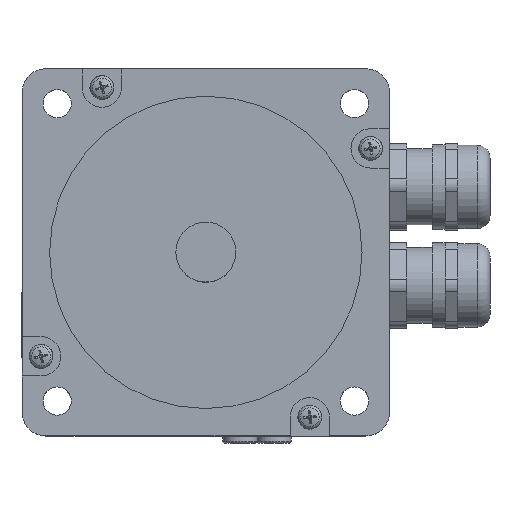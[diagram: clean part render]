
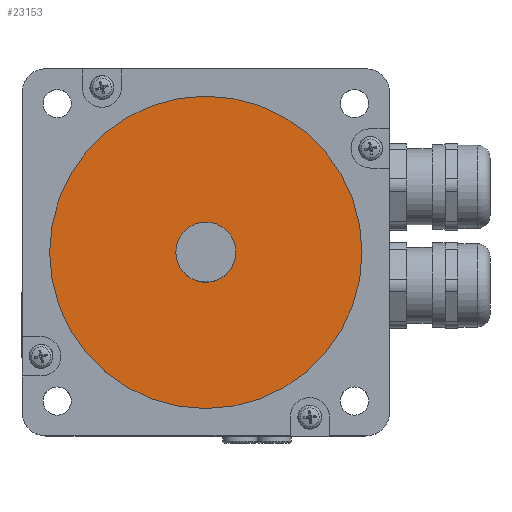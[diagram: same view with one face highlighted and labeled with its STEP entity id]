
A CAD part, top view. The second image highlights one B-rep face of the part: STEP entity #23153.
In plain terms, the highlighted planar face has unit normal (0, 0, 1).
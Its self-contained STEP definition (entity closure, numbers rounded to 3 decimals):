
#84=CARTESIAN_POINT('',(7.,0.,19.6));
#85=VERTEX_POINT('',#84);
#86=CARTESIAN_POINT('',(0.0,0.0,19.6));
#87=DIRECTION('',(0.0,0.0,-1.0));
#88=DIRECTION('',(-1.0,0.0,0.0));
#89=AXIS2_PLACEMENT_3D('',#86,#87,#88);
#90=CIRCLE('',#89,7.);
#91=EDGE_CURVE('',#85,#85,#90,.T.);
#23127=CARTESIAN_POINT('',(36.513,0.,19.6));
#23128=VERTEX_POINT('',#23127);
#23129=CARTESIAN_POINT('',(0.0,0.0,19.6));
#23130=DIRECTION('',(0.0,0.0,-1.0));
#23131=DIRECTION('',(-1.0,0.0,0.0));
#23132=AXIS2_PLACEMENT_3D('',#23129,#23130,#23131);
#23133=CIRCLE('',#23132,36.513);
#23134=EDGE_CURVE('',#23128,#23128,#23133,.T.);
#23142=CARTESIAN_POINT('',(0.0,0.0,19.6));
#23143=DIRECTION('',(0.0,0.0,-1.0));
#23144=DIRECTION('',(-1.0,0.0,0.0));
#23145=AXIS2_PLACEMENT_3D('',#23142,#23143,#23144);
#23146=PLANE('',#23145);
#23147=ORIENTED_EDGE('',*,*,#23134,.F.);
#23148=EDGE_LOOP('',(#23147));
#23149=FACE_OUTER_BOUND('',#23148,.T.);
#23150=ORIENTED_EDGE('',*,*,#91,.T.);
#23151=EDGE_LOOP('',(#23150));
#23152=FACE_BOUND('',#23151,.T.);
#23153=ADVANCED_FACE('',(#23149,#23152),#23146,.F.);
